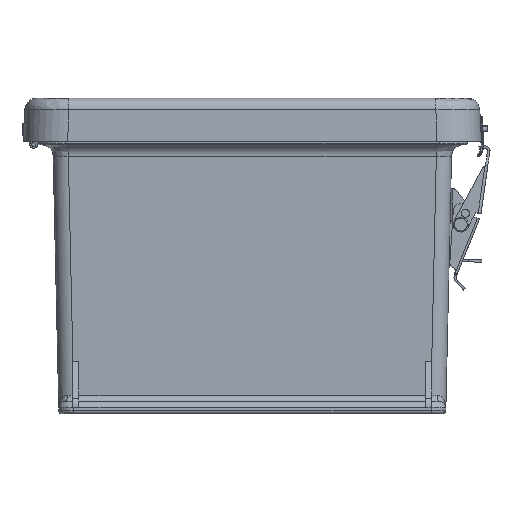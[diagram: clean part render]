
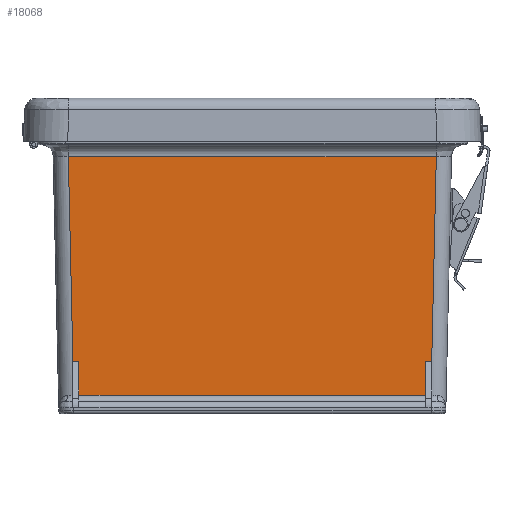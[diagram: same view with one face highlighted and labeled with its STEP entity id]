
A CAD part, front view. The second image highlights one B-rep face of the part: STEP entity #18068.
In plain terms, the highlighted planar face has unit normal (0, -1, -0.022).
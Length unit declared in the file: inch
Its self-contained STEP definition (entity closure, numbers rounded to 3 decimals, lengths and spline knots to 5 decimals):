
#817=PLANE('',#19421);
#1519=FACE_OUTER_BOUND('',#2620,.T.);
#2620=EDGE_LOOP('',(#12350,#12351,#12352,#12353,#12354,#12355,#12356,#12357));
#4019=LINE('',#27816,#5448);
#4021=LINE('',#27822,#5450);
#4024=LINE('',#27831,#5453);
#4025=LINE('',#27833,#5454);
#4026=LINE('',#27835,#5455);
#4027=LINE('',#27837,#5456);
#4028=LINE('',#27839,#5457);
#4029=LINE('',#27840,#5458);
#5448=VECTOR('',#21682,7.139);
#5450=VECTOR('',#21688,0.69144);
#5453=VECTOR('',#21697,0.69144);
#5454=VECTOR('',#21698,0.12447);
#5455=VECTOR('',#21699,4.23064);
#5456=VECTOR('',#21700,7.57689);
#5457=VECTOR('',#21701,4.23064);
#5458=VECTOR('',#21702,0.12447);
#7855=VERTEX_POINT('',#27812);
#7857=VERTEX_POINT('',#27815);
#7859=VERTEX_POINT('',#27821);
#7862=VERTEX_POINT('',#27830);
#7863=VERTEX_POINT('',#27832);
#7864=VERTEX_POINT('',#27834);
#7865=VERTEX_POINT('',#27836);
#7866=VERTEX_POINT('',#27838);
#9632=EDGE_CURVE('',#7855,#7857,#4019,.T.);
#9635=EDGE_CURVE('',#7859,#7857,#4021,.T.);
#9640=EDGE_CURVE('',#7855,#7862,#4024,.T.);
#9641=EDGE_CURVE('',#7862,#7863,#4025,.T.);
#9642=EDGE_CURVE('',#7864,#7863,#4026,.T.);
#9643=EDGE_CURVE('',#7865,#7864,#4027,.T.);
#9644=EDGE_CURVE('',#7866,#7865,#4028,.T.);
#9645=EDGE_CURVE('',#7866,#7859,#4029,.T.);
#12350=ORIENTED_EDGE('',*,*,#9632,.F.);
#12351=ORIENTED_EDGE('',*,*,#9640,.T.);
#12352=ORIENTED_EDGE('',*,*,#9641,.T.);
#12353=ORIENTED_EDGE('',*,*,#9642,.F.);
#12354=ORIENTED_EDGE('',*,*,#9643,.F.);
#12355=ORIENTED_EDGE('',*,*,#9644,.F.);
#12356=ORIENTED_EDGE('',*,*,#9645,.T.);
#12357=ORIENTED_EDGE('',*,*,#9635,.T.);
#18068=ADVANCED_FACE('',(#1519),#817,.T.);
#19421=AXIS2_PLACEMENT_3D('',#27829,#21695,#21696);
#21682=DIRECTION('',(-1.,0.,0.));
#21688=DIRECTION('',(0.,0.022,-1.));
#21695=DIRECTION('center_axis',(0.,-1.,-0.022));
#21696=DIRECTION('ref_axis',(0.,0.022,-1.));
#21697=DIRECTION('',(0.,-0.022,1.));
#21698=DIRECTION('',(1.,0.,0.));
#21699=DIRECTION('',(-0.022,0.022,-1.));
#21700=DIRECTION('',(1.,0.,0.));
#21701=DIRECTION('',(-0.022,-0.022,1.));
#21702=DIRECTION('',(1.,0.,0.));
#27812=CARTESIAN_POINT('',(1.024,-9.09944,0.37779));
#27815=CARTESIAN_POINT('',(-6.115,-9.09944,0.37779));
#27816=CARTESIAN_POINT('',(1.024,-9.09944,0.37779));
#27821=CARTESIAN_POINT('',(-6.115,-9.11489,1.06906));
#27822=CARTESIAN_POINT('',(-6.115,-9.11489,1.06906));
#27829=CARTESIAN_POINT('Origin',(1.4375,-9.091,0.));
#27830=CARTESIAN_POINT('',(1.024,-9.11489,1.06906));
#27831=CARTESIAN_POINT('',(1.024,-9.09944,0.37779));
#27832=CARTESIAN_POINT('',(1.14847,-9.11489,1.06906));
#27833=CARTESIAN_POINT('',(1.024,-9.11489,1.06906));
#27834=CARTESIAN_POINT('',(1.24295,-9.20937,5.29758));
#27835=CARTESIAN_POINT('',(1.24295,-9.20937,5.29758));
#27836=CARTESIAN_POINT('',(-6.33395,-9.20937,5.29758));
#27837=CARTESIAN_POINT('',(-6.33395,-9.20937,5.29758));
#27838=CARTESIAN_POINT('',(-6.23947,-9.11489,1.06906));
#27839=CARTESIAN_POINT('',(-6.23947,-9.11489,1.06906));
#27840=CARTESIAN_POINT('',(-6.23947,-9.11489,1.06906));
